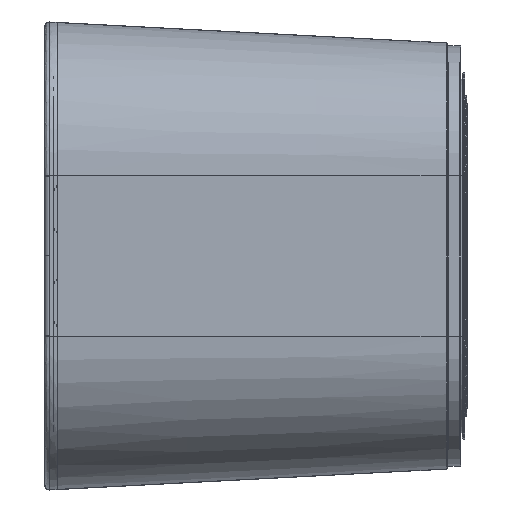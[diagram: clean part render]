
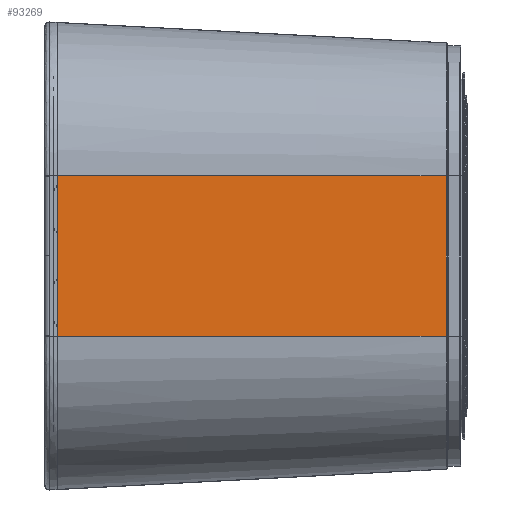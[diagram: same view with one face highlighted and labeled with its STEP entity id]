
A CAD part, left-side view. The second image highlights one B-rep face of the part: STEP entity #93269.
In plain terms, the highlighted planar face has unit normal (-0.999, -0.052, 0).
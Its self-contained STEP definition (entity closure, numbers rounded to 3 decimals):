
#71127=DIRECTION('',(0.,0.,1.));
#71128=VECTOR('',#71127,240.016);
#71129=CARTESIAN_POINT('',(-849.635,-78.748,
-120.008));
#71130=LINE('',#71129,#71128);
#76398=DIRECTION('',(0.,0.,-1.));
#76399=VECTOR('',#76398,240.018);
#76400=CARTESIAN_POINT('',(-819.128,-660.853,
120.009));
#76401=LINE('',#76400,#76399);
#76439=CARTESIAN_POINT('',(-819.128,-660.853,
120.009));
#76441=DIRECTION('',(0.052,-0.999,0.));
#76442=VECTOR('',#76441,582.904);
#76443=CARTESIAN_POINT('',(-849.635,-78.748,
120.008));
#76444=LINE('',#76443,#76442);
#76563=DIRECTION('',(0.052,-0.999,0.));
#76564=VECTOR('',#76563,582.904);
#76565=CARTESIAN_POINT('',(-849.635,-78.748,
-120.008));
#76566=LINE('',#76565,#76564);
#76590=CARTESIAN_POINT('',(-819.128,-660.853,
-120.009));
#80679=VERTEX_POINT('',#76439);
#80751=VERTEX_POINT('',#76590);
#80820=CARTESIAN_POINT('',(-849.635,-78.748,
-120.008));
#80821=CARTESIAN_POINT('',(-849.635,-78.748,
120.008));
#80822=VERTEX_POINT('',#80820);
#80823=VERTEX_POINT('',#80821);
#93256=CARTESIAN_POINT('',(-849.635,-78.748,
0.));
#93257=DIRECTION('',(-0.999,-0.052,0.));
#93258=DIRECTION('',(0.052,-0.999,0.));
#93259=AXIS2_PLACEMENT_3D('',#93256,#93257,#93258);
#93260=PLANE('',#93259);
#93261=ORIENTED_EDGE('',*,*,#82539,.T.);
#93263=ORIENTED_EDGE('',*,*,#93262,.T.);
#93264=ORIENTED_EDGE('',*,*,#93246,.T.);
#93266=ORIENTED_EDGE('',*,*,#93265,.F.);
#93267=EDGE_LOOP('',(#93261,#93263,#93264,#93266));
#93268=FACE_OUTER_BOUND('',#93267,.F.);
#93269=ADVANCED_FACE('',(#93268),#93260,.T.);
#82539=EDGE_CURVE('',#80822,#80823,#71130,.T.);
#93246=EDGE_CURVE('',#80679,#80751,#76401,.T.);
#93262=EDGE_CURVE('',#80823,#80679,#76444,.T.);
#93265=EDGE_CURVE('',#80822,#80751,#76566,.T.);
